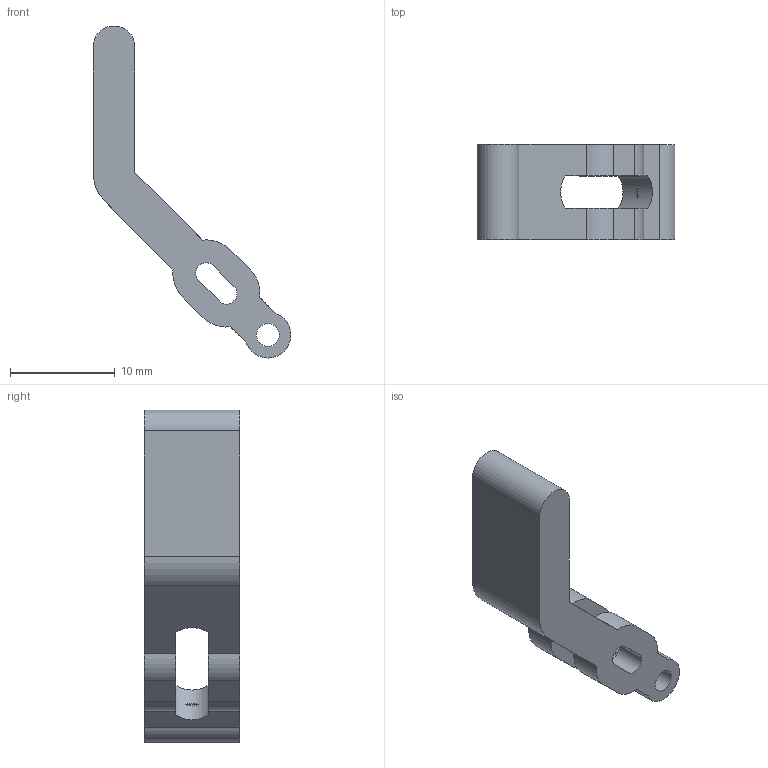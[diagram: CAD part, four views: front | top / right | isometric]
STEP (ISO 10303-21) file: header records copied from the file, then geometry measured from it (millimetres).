
FILE_DESCRIPTION(('FreeCAD Model'),'2;1');
FILE_NAME('Open CASCADE Shape Model','2025-05-27T19:08:27',(''),(''), 'Open CASCADE STEP processor 7.8','FreeCAD','Unknown');
FILE_SCHEMA(('AUTOMOTIVE_DESIGN { 1 0 10303 214 1 1 1 1 }'));
Length unit declared in the file: millimetre
Products named in the file (1): Pad024
Bounding box: 18.93 x 9.1 x 31.76 mm (x, y, z)
Volume: 1204.8 mm3; surface area: 1230.5 mm2
Topology: 1 solids, 1 shells, 38 faces, 111 edges, 74 vertices
Faces by surface type: plane 20, cylinder 18
Full cylindrical faces by diameter (mm): 2.2 x1
Entity records: 1311 total; most frequent: DIRECTION 227, CARTESIAN_POINT 224, ORIENTED_EDGE 222, EDGE_CURVE 111, AXIS2_PLACEMENT_3D 77, VERTEX_POINT 74, LINE 73, VECTOR 73
